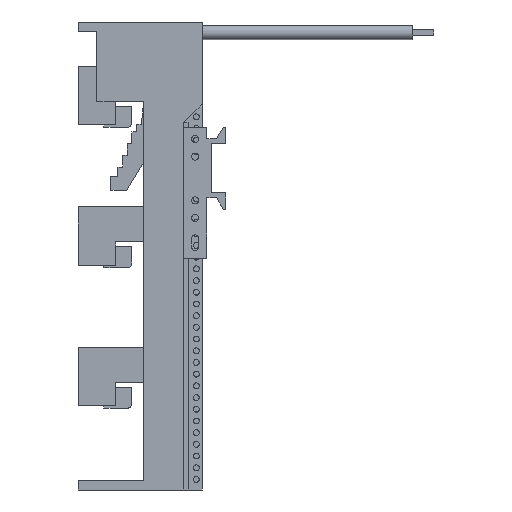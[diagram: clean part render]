
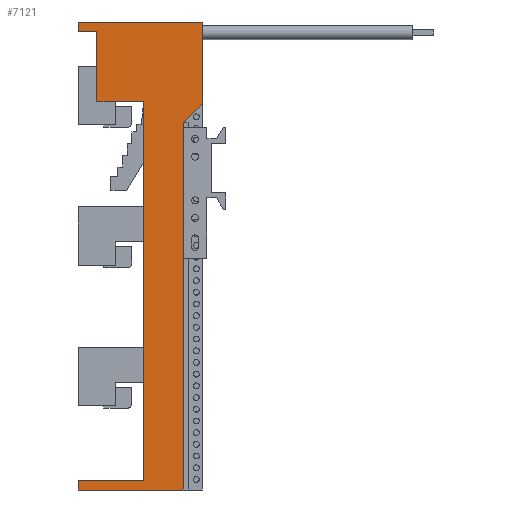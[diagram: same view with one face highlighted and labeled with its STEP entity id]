
A CAD part, left-side view. The second image highlights one B-rep face of the part: STEP entity #7121.
In plain terms, the highlighted face is planar.
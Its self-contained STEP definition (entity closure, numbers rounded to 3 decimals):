
#270=LINE('',#14598,#733);
#288=LINE('',#14766,#751);
#303=LINE('',#14794,#766);
#304=LINE('',#14796,#767);
#305=LINE('',#14797,#768);
#306=LINE('',#14799,#769);
#307=LINE('',#14801,#770);
#308=LINE('',#14803,#771);
#309=LINE('',#14805,#772);
#310=LINE('',#14807,#773);
#311=LINE('',#14809,#774);
#312=LINE('',#14811,#775);
#733=VECTOR('',#11846,1000.);
#751=VECTOR('',#12002,1000.);
#766=VECTOR('',#12021,1000.);
#767=VECTOR('',#12022,1000.);
#768=VECTOR('',#12023,1000.);
#769=VECTOR('',#12024,1000.);
#770=VECTOR('',#12025,1000.);
#771=VECTOR('',#12026,1000.);
#772=VECTOR('',#12027,1000.);
#773=VECTOR('',#12028,1000.);
#774=VECTOR('',#12029,1000.);
#775=VECTOR('',#12030,1000.);
#1280=PLANE('',#10438);
#2471=ORIENTED_EDGE('',*,*,#3867,.T.);
#2472=ORIENTED_EDGE('',*,*,#3868,.T.);
#2473=ORIENTED_EDGE('',*,*,#3852,.T.);
#2474=ORIENTED_EDGE('',*,*,#3869,.T.);
#2475=ORIENTED_EDGE('',*,*,#3870,.T.);
#2476=ORIENTED_EDGE('',*,*,#3871,.T.);
#2477=ORIENTED_EDGE('',*,*,#3872,.T.);
#2478=ORIENTED_EDGE('',*,*,#3873,.T.);
#2479=ORIENTED_EDGE('',*,*,#3874,.T.);
#2480=ORIENTED_EDGE('',*,*,#3875,.T.);
#2481=ORIENTED_EDGE('',*,*,#3876,.T.);
#2482=ORIENTED_EDGE('',*,*,#3768,.T.);
#3768=EDGE_CURVE('',#4526,#4525,#270,.T.);
#3852=EDGE_CURVE('',#4607,#4606,#288,.T.);
#3867=EDGE_CURVE('',#4525,#4618,#303,.T.);
#3868=EDGE_CURVE('',#4618,#4607,#304,.T.);
#3869=EDGE_CURVE('',#4606,#4619,#305,.T.);
#3870=EDGE_CURVE('',#4619,#4620,#306,.T.);
#3871=EDGE_CURVE('',#4620,#4621,#307,.T.);
#3872=EDGE_CURVE('',#4621,#4622,#308,.T.);
#3873=EDGE_CURVE('',#4622,#4623,#309,.T.);
#3874=EDGE_CURVE('',#4623,#4624,#310,.T.);
#3875=EDGE_CURVE('',#4624,#4625,#311,.T.);
#3876=EDGE_CURVE('',#4625,#4526,#312,.T.);
#4525=VERTEX_POINT('',#14597);
#4526=VERTEX_POINT('',#14599);
#4606=VERTEX_POINT('',#14765);
#4607=VERTEX_POINT('',#14767);
#4618=VERTEX_POINT('',#14795);
#4619=VERTEX_POINT('',#14798);
#4620=VERTEX_POINT('',#14800);
#4621=VERTEX_POINT('',#14802);
#4622=VERTEX_POINT('',#14804);
#4623=VERTEX_POINT('',#14806);
#4624=VERTEX_POINT('',#14808);
#4625=VERTEX_POINT('',#14810);
#5669=EDGE_LOOP('',(#2471,#2472,#2473,#2474,#2475,#2476,#2477,#2478,#2479,
#2480,#2481,#2482));
#6529=FACE_BOUND('',#5669,.T.);
#7121=ADVANCED_FACE('',(#6529),#1280,.T.);
#10438=AXIS2_PLACEMENT_3D('',#14793,#12019,#12020);
#11846=DIRECTION('',(1.,0.,0.));
#12002=DIRECTION('',(0.,1.,0.));
#12019=DIRECTION('',(0.,0.,1.));
#12020=DIRECTION('',(1.,0.,0.));
#12021=DIRECTION('',(0.,1.,0.));
#12022=DIRECTION('',(0.707,0.707,0.));
#12023=DIRECTION('',(-1.,0.,0.));
#12024=DIRECTION('',(0.,-1.,0.));
#12025=DIRECTION('',(1.,0.,0.));
#12026=DIRECTION('',(0.,-1.,0.));
#12027=DIRECTION('',(1.,0.,0.));
#12028=DIRECTION('',(0.,-1.,0.));
#12029=DIRECTION('',(-1.,0.,0.));
#12030=DIRECTION('',(0.,-1.,0.));
#14597=CARTESIAN_POINT('',(-8.,0.,22.5));
#14598=CARTESIAN_POINT('',(-53.,0.,22.5));
#14599=CARTESIAN_POINT('',(-53.,0.,22.5));
#14765=CARTESIAN_POINT('',(0.,200.,22.5));
#14766=CARTESIAN_POINT('',(0.,0.,22.5));
#14767=CARTESIAN_POINT('',(0.,165.,22.5));
#14793=CARTESIAN_POINT('',(0.,0.,22.5));
#14794=CARTESIAN_POINT('',(-8.,0.,22.5));
#14795=CARTESIAN_POINT('',(-8.,157.,22.5));
#14796=CARTESIAN_POINT('',(-82.5,82.5,22.5));
#14797=CARTESIAN_POINT('',(0.,200.,22.5));
#14798=CARTESIAN_POINT('',(-53.,200.,22.5));
#14799=CARTESIAN_POINT('',(-53.,200.,22.5));
#14800=CARTESIAN_POINT('',(-53.,196.,22.5));
#14801=CARTESIAN_POINT('',(-53.,196.,22.5));
#14802=CARTESIAN_POINT('',(-45.,196.,22.5));
#14803=CARTESIAN_POINT('',(-45.,196.,22.5));
#14804=CARTESIAN_POINT('',(-45.,166.,22.5));
#14805=CARTESIAN_POINT('',(-45.,166.,22.5));
#14806=CARTESIAN_POINT('',(-25.,166.,22.5));
#14807=CARTESIAN_POINT('',(-25.,166.,22.5));
#14808=CARTESIAN_POINT('',(-25.,4.,22.5));
#14809=CARTESIAN_POINT('',(-25.,4.,22.5));
#14810=CARTESIAN_POINT('',(-53.,4.,22.5));
#14811=CARTESIAN_POINT('',(-53.,4.,22.5));
